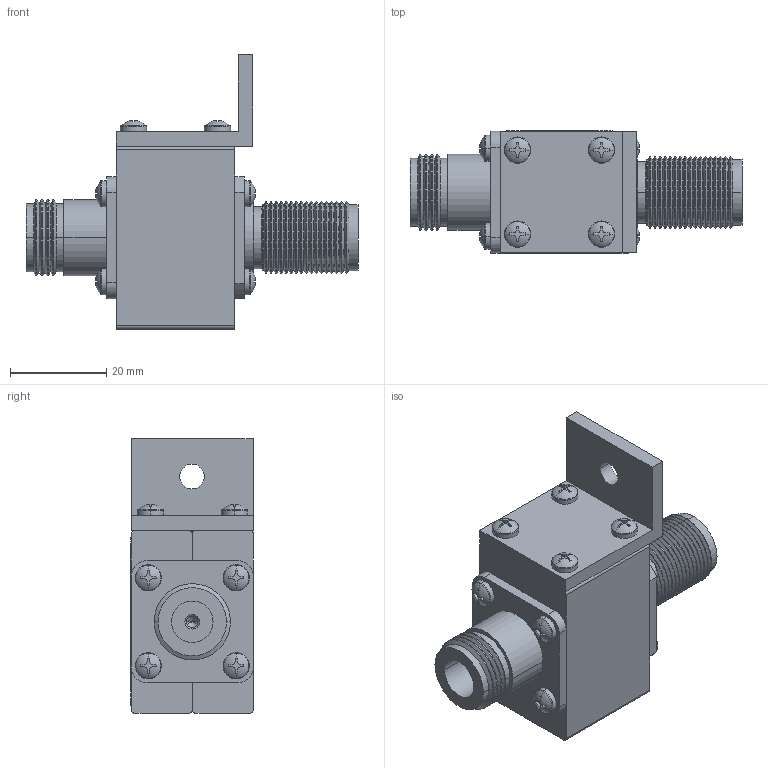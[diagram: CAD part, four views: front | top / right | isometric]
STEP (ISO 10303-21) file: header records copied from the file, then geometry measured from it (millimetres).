
FILE_DESCRIPTION (( 'STEP AP214' ), '1' );
FILE_NAME ('LCSP1030.STEP', '2018-04-10T14:03:37', ( '' ), ( '' ), 'SwSTEP 2.0', 'SolidWorks 2017', '' );
FILE_SCHEMA (( 'AUTOMOTIVE_DESIGN' ));
Length unit declared in the file: inch
Products named in the file (13): 5210-0018; IS-B50HN-C0-C^IS-B50HN-C0; 2011-6101-01; 1081-0251-05; IS-B50HN-C0-B^IS-B50HN-C0; 4033-0106; 2011-6100-02; 9100-0020^IS-B50HN-C0; 5100-0004; 9040-0575; 5100-0004-01; 2003-3446_BLK; LCSP1030
Assembly tree (20 placements, depth 3):
  IS-B50HN-C0-C^IS-B50HN-C0
  IS-B50HN-C0-B^IS-B50HN-C0
  9100-0020^IS-B50HN-C0
  LCSP1030
    2003-3446_BLK
    5210-0018
    5100-0004-01
    5100-0004
    2011-6101-01
    1081-0251-05  x12
    9040-0575
      2011-6100-02
      4033-0106
Bounding box: 69.09 x 25.53 x 57.15 mm (x, y, z)
Volume: 30031 mm3; surface area: 21134.7 mm2
Topology: 19 solids, 19 shells, 1722 faces, 3815 edges, 2142 vertices
Faces by surface type: cone 722, cylinder 607, plane 337, torus 52, bspline 4
Entity records: 16499 total; most frequent: CARTESIAN_POINT 3120, DIRECTION 2862, ORIENTED_EDGE 2526, EDGE_CURVE 1263, AXIS2_PLACEMENT_3D 1109, VERTEX_POINT 745, VECTOR 644, LINE 644
